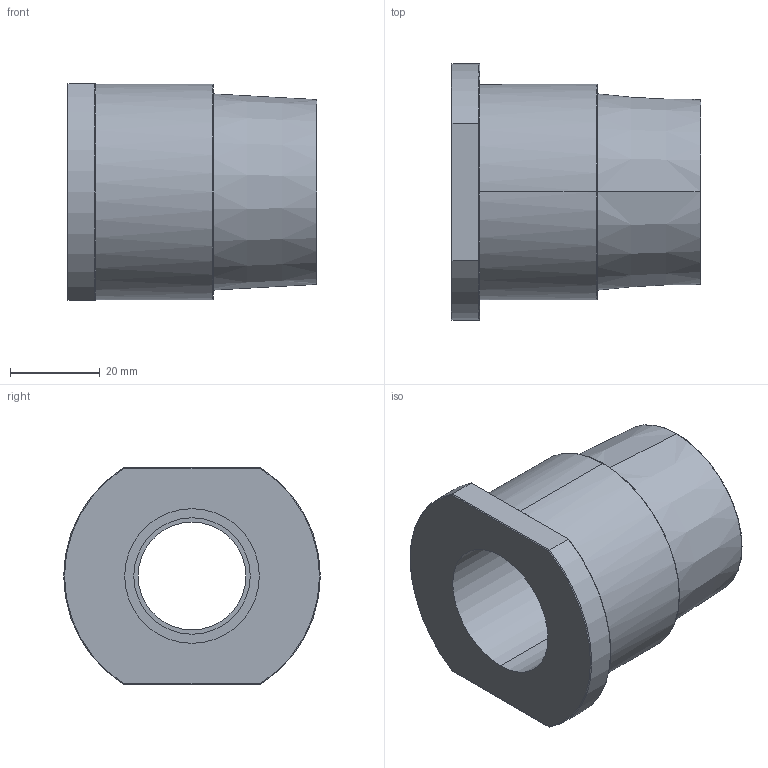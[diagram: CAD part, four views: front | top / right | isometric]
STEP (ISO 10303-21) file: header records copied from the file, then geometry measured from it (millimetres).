
FILE_DESCRIPTION((''),'2;1');
FILE_NAME('CAD1800','2012-03-29T',('dhelisch'),(''),'PRO/ENGINEER BY PARAMETRIC TECHNOLOGY CORPORATION, 2007250','PRO/ENGINEER BY PARAMETRIC TECHNOLOGY CORPORATION, 2007250','');
FILE_SCHEMA(('CONFIG_CONTROL_DESIGN'));
Length unit declared in the file: millimetre
Products named in the file (1): CAD1800
Bounding box: 55.63 x 57.15 x 48.26 mm (x, y, z)
Volume: 56630.8 mm3; surface area: 17170.7 mm2
Topology: 1 solids, 1 shells, 38 faces, 82 edges, 50 vertices
Faces by surface type: cylinder 16, plane 10, torus 10, cone 2
Entity records: 1449 total; most frequent: CARTESIAN_POINT 232, DIRECTION 190, ORIENTED_EDGE 164, PRESENTATION_STYLE_ASSIGNMENT 83, STYLED_ITEM 83, AXIS2_PLACEMENT_3D 82, CURVE_STYLE 82, EDGE_CURVE 82
